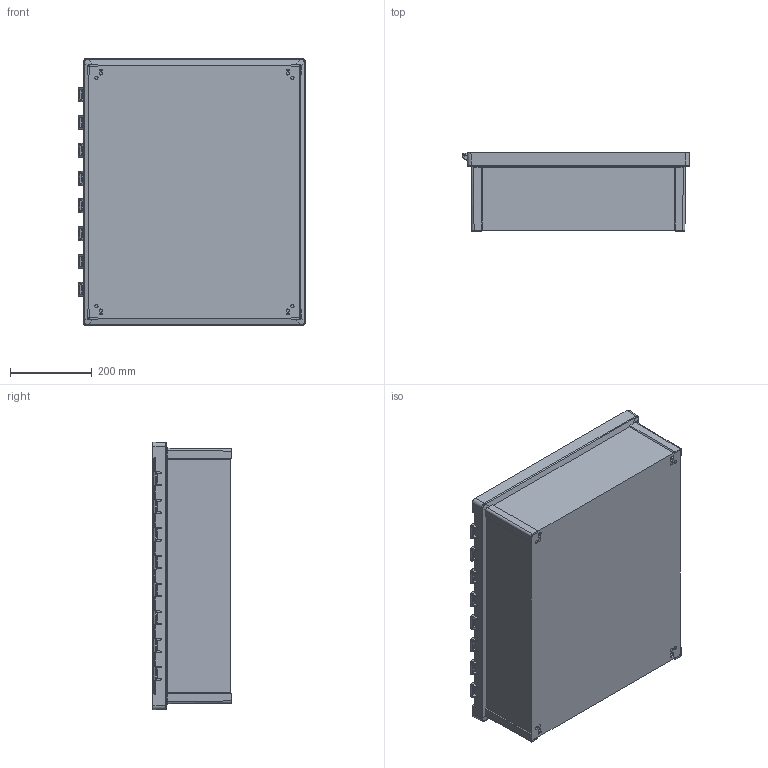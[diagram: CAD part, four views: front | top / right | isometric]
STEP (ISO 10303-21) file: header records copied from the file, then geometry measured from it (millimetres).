
FILE_DESCRIPTION (( 'STEP AP214' ), '1' );
FILE_NAME ('24x20_hinge_base.STEP', '2014-04-23T07:36:31', ( 'KennethW' ), ( 'Microsoft' ), 'SwSTEP 2.0', 'SolidWorks 2014', '' );
FILE_SCHEMA (( 'AUTOMOTIVE_DESIGN' ));
Length unit declared in the file: millimetre
Products named in the file (1): 24x20_hinge_base
Bounding box: 556 x 191.4 x 654.1 mm (x, y, z)
Volume: 3156800 mm3; surface area: 1679407.5 mm2
Topology: 1 solids, 1 shells, 730 faces, 2075 edges, 1344 vertices
Faces by surface type: plane 372, cylinder 232, cone 46, bspline 44, sphere 20, torus 16
Entity records: 32102 total; most frequent: CARTESIAN_POINT 14818, ORIENTED_EDGE 4102, DIRECTION 2859, EDGE_CURVE 2051, VERTEX_POINT 1328, AXIS2_PLACEMENT_3D 974, VECTOR 911, LINE 911
